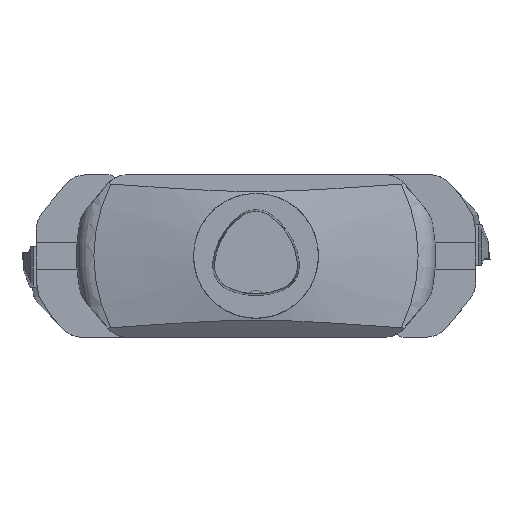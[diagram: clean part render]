
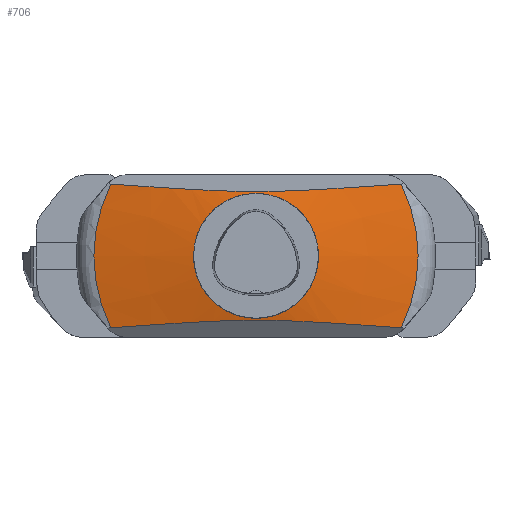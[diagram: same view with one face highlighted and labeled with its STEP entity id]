
A CAD part, top view. The second image highlights one B-rep face of the part: STEP entity #706.
In plain terms, the highlighted conical face has half-angle 78 degrees and reference radius 39.992 mm.
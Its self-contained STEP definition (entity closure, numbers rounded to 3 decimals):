
#436=CONICAL_SURFACE('',#3194,39.993,78.);
#706=ADVANCED_FACE('',(#1413,#1414),#436,.T.);
#873=CIRCLE('',#3189,103.911);
#874=CIRCLE('',#3191,103.911);
#875=CIRCLE('',#3193,39.993);
#1413=FACE_BOUND('',#1484,.T.);
#1414=FACE_BOUND('',#1485,.T.);
#1484=EDGE_LOOP('',(#1827));
#1485=EDGE_LOOP('',(#1828,#1829,#1830,#1831));
#1827=ORIENTED_EDGE('',*,*,#2686,.T.);
#1828=ORIENTED_EDGE('',*,*,#2687,.F.);
#1829=ORIENTED_EDGE('',*,*,#2680,.T.);
#1830=ORIENTED_EDGE('',*,*,#2688,.F.);
#1831=ORIENTED_EDGE('',*,*,#2684,.T.);
#2405=VERTEX_POINT('',#4498);
#2406=VERTEX_POINT('',#4499);
#2407=VERTEX_POINT('',#4513);
#2408=VERTEX_POINT('',#4515);
#2409=VERTEX_POINT('',#4522);
#2680=EDGE_CURVE('',#2405,#2406,#873,.T.);
#2684=EDGE_CURVE('',#2408,#2407,#874,.T.);
#2686=EDGE_CURVE('',#2409,#2409,#875,.T.);
#2687=EDGE_CURVE('',#2405,#2407,#2926,.T.);
#2688=EDGE_CURVE('',#2408,#2406,#2927,.T.);
#2926=B_SPLINE_CURVE_WITH_KNOTS('',3,(#4523,#4524,#4525,#4526,#4527,#4528,
#4529,#4530,#4531,#4532,#4533,#4534),.UNSPECIFIED.,.F.,.F.,(4,2,2,2,2,4),
(0.,0.25,0.5,0.625,0.75,1.),.UNSPECIFIED.);
#2927=B_SPLINE_CURVE_WITH_KNOTS('',3,(#4535,#4536,#4537,#4538,#4539,#4540,
#4541,#4542,#4543,#4544,#4545,#4546),.UNSPECIFIED.,.F.,.F.,(4,2,2,2,2,4),
(0.,0.25,0.5,0.625,0.75,1.),.UNSPECIFIED.);
#3189=AXIS2_PLACEMENT_3D('',#4497,#3621,#3622);
#3191=AXIS2_PLACEMENT_3D('',#4514,#3625,#3626);
#3193=AXIS2_PLACEMENT_3D('',#4521,#3629,#3630);
#3194=AXIS2_PLACEMENT_3D('',#4547,#3631,#3632);
#3621=DIRECTION('',(0.,0.,1.));
#3622=DIRECTION('',(-1.,0.,0.));
#3625=DIRECTION('',(0.,0.,1.));
#3626=DIRECTION('',(-1.,0.,0.));
#3629=DIRECTION('',(0.,0.,-1.));
#3630=DIRECTION('',(-1.,0.,0.));
#3631=DIRECTION('',(0.,0.,-1.));
#3632=DIRECTION('',(-1.,0.,0.));
#4497=CARTESIAN_POINT('',(0.,0.,-43.686));
#4498=CARTESIAN_POINT('',(93.144,-46.062,-43.686));
#4499=CARTESIAN_POINT('',(93.144,46.062,-43.686));
#4513=CARTESIAN_POINT('',(-93.144,-46.062,-43.686));
#4514=CARTESIAN_POINT('',(0.,0.,-43.686));
#4515=CARTESIAN_POINT('',(-93.144,46.062,-43.686));
#4521=CARTESIAN_POINT('',(0.,0.,-30.1));
#4522=CARTESIAN_POINT('',(-39.993,0.,-30.1));
#4523=CARTESIAN_POINT('',(93.144,-46.062,-43.686));
#4524=CARTESIAN_POINT('',(77.801,-44.96,-40.659));
#4525=CARTESIAN_POINT('',(62.448,-43.88,-37.69));
#4526=CARTESIAN_POINT('',(31.61,-42.021,-32.584));
#4527=CARTESIAN_POINT('',(16.134,-41.222,-30.387));
#4528=CARTESIAN_POINT('',(-7.603,-41.207,-30.346));
#4529=CARTESIAN_POINT('',(-15.543,-41.406,-30.892));
#4530=CARTESIAN_POINT('',(-31.206,-42.041,-32.637));
#4531=CARTESIAN_POINT('',(-38.985,-42.467,-33.808));
#4532=CARTESIAN_POINT('',(-62.264,-43.867,-37.654));
#4533=CARTESIAN_POINT('',(-77.709,-44.954,-40.641));
#4534=CARTESIAN_POINT('',(-93.144,-46.062,-43.686));
#4535=CARTESIAN_POINT('',(-93.144,46.062,-43.686));
#4536=CARTESIAN_POINT('',(-77.801,44.96,-40.659));
#4537=CARTESIAN_POINT('',(-62.448,43.88,-37.69));
#4538=CARTESIAN_POINT('',(-31.61,42.021,-32.584));
#4539=CARTESIAN_POINT('',(-16.134,41.222,-30.387));
#4540=CARTESIAN_POINT('',(7.603,41.207,-30.346));
#4541=CARTESIAN_POINT('',(15.543,41.406,-30.892));
#4542=CARTESIAN_POINT('',(31.206,42.041,-32.637));
#4543=CARTESIAN_POINT('',(38.985,42.467,-33.808));
#4544=CARTESIAN_POINT('',(62.264,43.867,-37.654));
#4545=CARTESIAN_POINT('',(77.709,44.954,-40.641));
#4546=CARTESIAN_POINT('',(93.144,46.062,-43.686));
#4547=CARTESIAN_POINT('',(0.,0.,-30.1));
